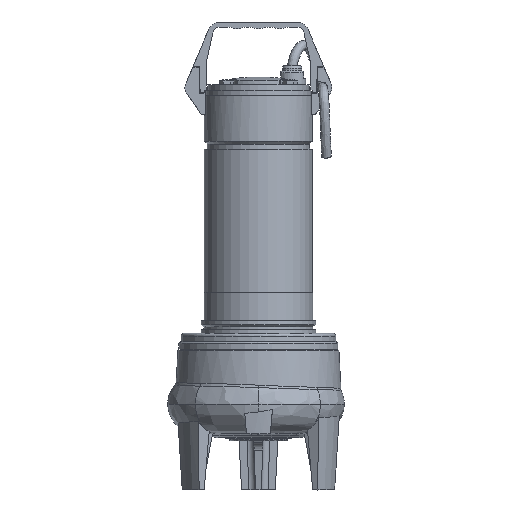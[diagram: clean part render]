
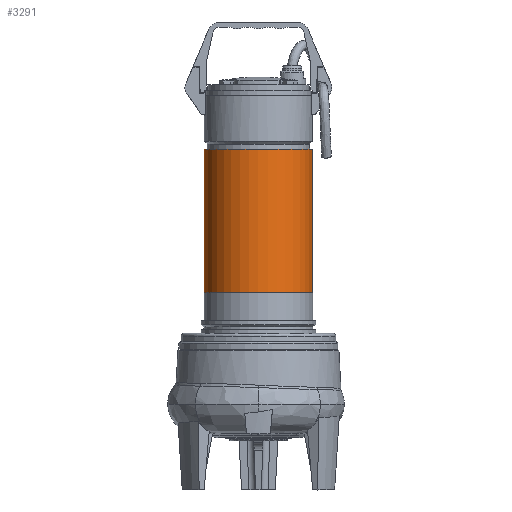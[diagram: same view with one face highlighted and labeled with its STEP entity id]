
A CAD part, left-side view. The second image highlights one B-rep face of the part: STEP entity #3291.
In plain terms, the highlighted cylindrical face has radius 56 mm (diameter 112 mm), a full revolution.
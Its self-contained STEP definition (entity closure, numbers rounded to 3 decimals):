
#3232=CARTESIAN_POINT('',(0.,200.0,-56.0));
#3233=VERTEX_POINT('',#3232);
#3234=CARTESIAN_POINT('',(0.,200.0,56.));
#3235=VERTEX_POINT('',#3234);
#3236=CARTESIAN_POINT('',(0.,200.0,0.));
#3237=DIRECTION('',(0.0,-1.0,0.));
#3238=DIRECTION('',(-1.0,0.0,0.0));
#3239=AXIS2_PLACEMENT_3D('',#3236,#3237,#3238);
#3240=CIRCLE('',#3239,56.);
#3241=EDGE_CURVE('',#3233,#3235,#3240,.T.);
#3243=CARTESIAN_POINT('',(0.,200.0,0.));
#3244=DIRECTION('',(0.0,-1.0,0.));
#3245=DIRECTION('',(-1.0,0.0,0.0));
#3246=AXIS2_PLACEMENT_3D('',#3243,#3244,#3245);
#3247=CIRCLE('',#3246,56.);
#3248=EDGE_CURVE('',#3235,#3233,#3247,.T.);
#3257=CARTESIAN_POINT('',(0.,200.0,0.));
#3258=DIRECTION('',(0.0,-1.0,0.));
#3259=DIRECTION('',(0.,0.,1.0));
#3260=AXIS2_PLACEMENT_3D('',#3257,#3258,#3259);
#3261=CYLINDRICAL_SURFACE('',#3260,56.);
#3262=ORIENTED_EDGE('',*,*,#3248,.T.);
#3263=ORIENTED_EDGE('',*,*,#3241,.T.);
#3264=CARTESIAN_POINT('',(0.,51.0,56.0));
#3265=VERTEX_POINT('',#3264);
#3266=CARTESIAN_POINT('',(0.,200.0,56.));
#3267=DIRECTION('',(0.0,-1.0,0.0));
#3268=VECTOR('',#3267,149.0);
#3269=LINE('',#3266,#3268);
#3270=EDGE_CURVE('',#3235,#3265,#3269,.T.);
#3271=ORIENTED_EDGE('',*,*,#3270,.T.);
#3272=CARTESIAN_POINT('',(0.0,51.0,-56.0));
#3273=VERTEX_POINT('',#3272);
#3274=CARTESIAN_POINT('',(0.0,51.0,0.0));
#3275=DIRECTION('',(0.0,-1.0,0.));
#3276=DIRECTION('',(-1.0,0.0,0.0));
#3277=AXIS2_PLACEMENT_3D('',#3274,#3275,#3276);
#3278=CIRCLE('',#3277,56.0);
#3279=EDGE_CURVE('',#3273,#3265,#3278,.T.);
#3280=ORIENTED_EDGE('',*,*,#3279,.F.);
#3281=CARTESIAN_POINT('',(0.0,51.0,0.0));
#3282=DIRECTION('',(0.0,-1.0,0.));
#3283=DIRECTION('',(-1.0,0.0,0.0));
#3284=AXIS2_PLACEMENT_3D('',#3281,#3282,#3283);
#3285=CIRCLE('',#3284,56.0);
#3286=EDGE_CURVE('',#3265,#3273,#3285,.T.);
#3287=ORIENTED_EDGE('',*,*,#3286,.F.);
#3288=ORIENTED_EDGE('',*,*,#3270,.F.);
#3289=EDGE_LOOP('',(#3262,#3263,#3271,#3280,#3287,#3288));
#3290=FACE_OUTER_BOUND('',#3289,.T.);
#3291=ADVANCED_FACE('',(#3290),#3261,.T.);
